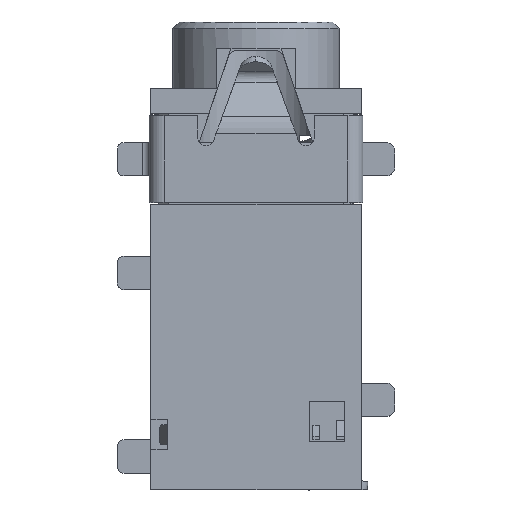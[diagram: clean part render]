
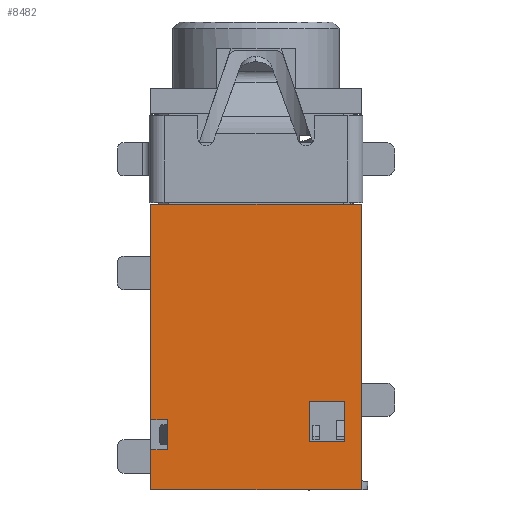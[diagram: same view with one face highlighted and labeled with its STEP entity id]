
A CAD part, top view. The second image highlights one B-rep face of the part: STEP entity #8482.
In plain terms, the highlighted planar face has unit normal (0, 0, 1).
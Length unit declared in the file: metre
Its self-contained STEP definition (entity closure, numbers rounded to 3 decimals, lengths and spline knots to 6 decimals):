
#1743=ORIENTED_EDGE('',*,*,#3773,.T.);
#1744=ORIENTED_EDGE('',*,*,#3774,.T.);
#1745=ORIENTED_EDGE('',*,*,#3775,.T.);
#1746=ORIENTED_EDGE('',*,*,#3776,.T.);
#1747=ORIENTED_EDGE('',*,*,#3714,.F.);
#1748=ORIENTED_EDGE('',*,*,#3777,.T.);
#1749=ORIENTED_EDGE('',*,*,#3778,.T.);
#1750=ORIENTED_EDGE('',*,*,#3779,.T.);
#1751=ORIENTED_EDGE('',*,*,#3725,.F.);
#1752=ORIENTED_EDGE('',*,*,#3569,.F.);
#1753=ORIENTED_EDGE('',*,*,#3691,.T.);
#1754=ORIENTED_EDGE('',*,*,#3700,.F.);
#3569=EDGE_CURVE('',#4695,#4696,#5519,.T.);
#3691=EDGE_CURVE('',#4695,#4766,#5620,.T.);
#3700=EDGE_CURVE('',#4772,#4766,#5629,.T.);
#3714=EDGE_CURVE('',#4779,#4772,#5640,.T.);
#3725=EDGE_CURVE('',#4696,#4789,#5651,.T.);
#3773=EDGE_CURVE('',#4823,#4824,#5698,.T.);
#3774=EDGE_CURVE('',#4824,#4825,#5699,.T.);
#3775=EDGE_CURVE('',#4825,#4826,#5700,.T.);
#3776=EDGE_CURVE('',#4826,#4823,#5701,.T.);
#3777=EDGE_CURVE('',#4779,#4827,#5702,.T.);
#3778=EDGE_CURVE('',#4827,#4828,#5703,.T.);
#3779=EDGE_CURVE('',#4828,#4789,#5704,.T.);
#4695=VERTEX_POINT('',#13696);
#4696=VERTEX_POINT('',#13698);
#4766=VERTEX_POINT('',#13955);
#4772=VERTEX_POINT('',#13971);
#4779=VERTEX_POINT('',#13999);
#4789=VERTEX_POINT('',#14021);
#4823=VERTEX_POINT('',#14117);
#4824=VERTEX_POINT('',#14118);
#4825=VERTEX_POINT('',#14120);
#4826=VERTEX_POINT('',#14122);
#4827=VERTEX_POINT('',#14125);
#4828=VERTEX_POINT('',#14127);
#5519=LINE('',#13697,#6454);
#5620=LINE('',#13956,#6555);
#5629=LINE('',#13972,#6564);
#5640=LINE('',#14000,#6575);
#5651=LINE('',#14020,#6586);
#5698=LINE('',#14116,#6633);
#5699=LINE('',#14119,#6634);
#5700=LINE('',#14121,#6635);
#5701=LINE('',#14123,#6636);
#5702=LINE('',#14124,#6637);
#5703=LINE('',#14126,#6638);
#5704=LINE('',#14128,#6639);
#6454=VECTOR('',#11198,1.);
#6555=VECTOR('',#11409,1.);
#6564=VECTOR('',#11420,1.);
#6575=VECTOR('',#11451,1.);
#6586=VECTOR('',#11462,1.);
#6633=VECTOR('',#11539,1.);
#6634=VECTOR('',#11540,1.);
#6635=VECTOR('',#11541,1.);
#6636=VECTOR('',#11542,1.);
#6637=VECTOR('',#11543,1.);
#6638=VECTOR('',#11544,1.);
#6639=VECTOR('',#11545,1.);
#7252=EDGE_LOOP('',(#1743,#1744,#1745,#1746));
#7253=EDGE_LOOP('',(#1747,#1748,#1749,#1750,#1751,#1752,#1753,#1754));
#7717=FACE_BOUND('',#7252,.T.);
#7718=FACE_BOUND('',#7253,.T.);
#8128=PLANE('',#10048);
#8482=ADVANCED_FACE('',(#7717,#7718),#8128,.T.);
#10048=AXIS2_PLACEMENT_3D('',#14115,#11537,#11538);
#11198=DIRECTION('',(-1.,0.,0.));
#11409=DIRECTION('',(0.,1.,0.));
#11420=DIRECTION('',(1.,0.,0.));
#11451=DIRECTION('',(0.,1.,0.));
#11462=DIRECTION('',(0.,1.,0.));
#11537=DIRECTION('',(0.,0.,1.));
#11538=DIRECTION('',(0.,-1.,0.));
#11539=DIRECTION('',(-1.,0.,0.));
#11540=DIRECTION('',(0.,1.,0.));
#11541=DIRECTION('',(1.,0.,0.));
#11542=DIRECTION('',(0.,-1.,0.));
#11543=DIRECTION('',(1.,0.,0.));
#11544=DIRECTION('',(0.,-1.,0.));
#11545=DIRECTION('',(-1.,0.,0.));
#13696=CARTESIAN_POINT('',(0.003138,-0.006988,0.002358));
#13697=CARTESIAN_POINT('',(0.001988,-0.006988,0.002358));
#13698=CARTESIAN_POINT('',(-0.003162,-0.006988,0.002358));
#13955=CARTESIAN_POINT('',(0.003138,0.001562,0.002358));
#13956=CARTESIAN_POINT('',(0.003138,-0.006921,0.002358));
#13971=CARTESIAN_POINT('',(-0.003162,0.001562,0.002358));
#13972=CARTESIAN_POINT('',(-0.000012,0.001562,0.002358));
#13999=CARTESIAN_POINT('',(-0.003162,-0.004888,0.002358));
#14000=CARTESIAN_POINT('',(-0.003162,-0.001668,0.002358));
#14020=CARTESIAN_POINT('',(-0.003162,-0.001668,0.002358));
#14021=CARTESIAN_POINT('',(-0.003162,-0.005788,0.002358));
#14115=CARTESIAN_POINT('',(0.003138,-0.006988,0.002358));
#14116=CARTESIAN_POINT('',(0.003138,-0.005538,0.002358));
#14117=CARTESIAN_POINT('',(0.002638,-0.005538,0.002358));
#14118=CARTESIAN_POINT('',(0.001588,-0.005538,0.002358));
#14119=CARTESIAN_POINT('',(0.001588,-0.006988,0.002358));
#14120=CARTESIAN_POINT('',(0.001588,-0.004338,0.002358));
#14121=CARTESIAN_POINT('',(0.003138,-0.004338,0.002358));
#14122=CARTESIAN_POINT('',(0.002638,-0.004338,0.002358));
#14123=CARTESIAN_POINT('',(0.002638,-0.006988,0.002358));
#14124=CARTESIAN_POINT('',(0.003138,-0.004888,0.002358));
#14125=CARTESIAN_POINT('',(-0.002662,-0.004888,0.002358));
#14126=CARTESIAN_POINT('',(-0.002662,-0.006988,0.002358));
#14127=CARTESIAN_POINT('',(-0.002662,-0.005788,0.002358));
#14128=CARTESIAN_POINT('',(0.003138,-0.005788,0.002358));
